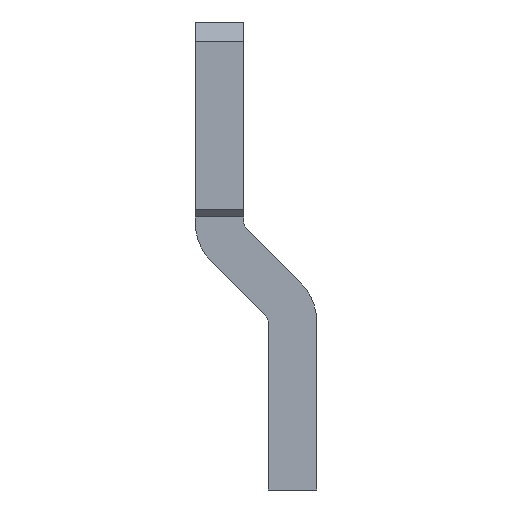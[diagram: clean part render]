
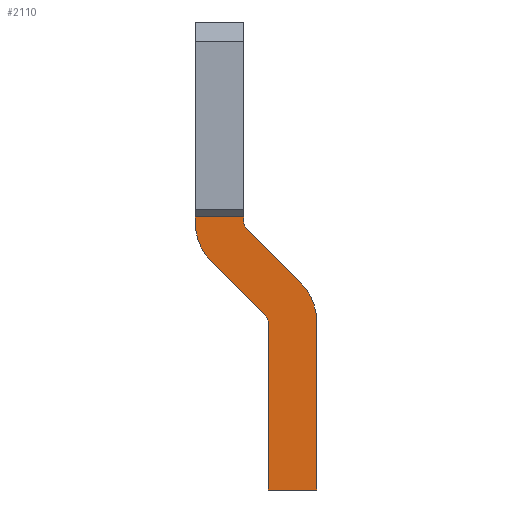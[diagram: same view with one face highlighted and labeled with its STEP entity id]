
A CAD part, left-side view. The second image highlights one B-rep face of the part: STEP entity #2110.
In plain terms, the highlighted planar face has unit normal (-1, 0, 0).
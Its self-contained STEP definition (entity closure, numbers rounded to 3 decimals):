
#1894=AXIS2_PLACEMENT_3D('Circle Axis2P3D',#1892,#1893,$) ;
#1950=AXIS2_PLACEMENT_3D('Circle Axis2P3D',#1948,#1949,$) ;
#2023=AXIS2_PLACEMENT_3D('Circle Axis2P3D',#2021,#2022,$) ;
#2075=AXIS2_PLACEMENT_3D('Plane Axis2P3D',#2072,#2073,#2074) ;
#2079=AXIS2_PLACEMENT_3D('Circle Axis2P3D',#2077,#2078,$) ;
#1635=CARTESIAN_POINT('Vertex',(-38.,30.5,79.5)) ;
#1638=CARTESIAN_POINT('Line Origine',(-38.,28.,79.5)) ;
#1642=CARTESIAN_POINT('Vertex',(-38.,25.5,79.5)) ;
#1723=CARTESIAN_POINT('Vertex',(-38.,23.,51.5)) ;
#1739=CARTESIAN_POINT('Vertex',(-38.,18.,51.5)) ;
#1742=CARTESIAN_POINT('Line Origine',(-38.,20.5,51.5)) ;
#1842=CARTESIAN_POINT('Line Origine',(-38.,30.5,79.27)) ;
#1846=CARTESIAN_POINT('Vertex',(-38.,30.5,79.039)) ;
#1889=CARTESIAN_POINT('Vertex',(-38.,28.743,74.797)) ;
#1892=CARTESIAN_POINT('Axis2P3D Location',(-38.,24.5,79.039)) ;
#1904=CARTESIAN_POINT('Line Origine',(-38.,18.,60.07)) ;
#1908=CARTESIAN_POINT('Vertex',(-38.,18.,68.64)) ;
#1945=CARTESIAN_POINT('Vertex',(-38.,19.757,72.883)) ;
#1948=CARTESIAN_POINT('Axis2P3D Location',(-38.,24.,68.64)) ;
#1967=CARTESIAN_POINT('Line Origine',(-38.,23.,60.07)) ;
#1971=CARTESIAN_POINT('Vertex',(-38.,23.,68.64)) ;
#1990=CARTESIAN_POINT('Line Origine',(-38.,26.018,72.072)) ;
#1994=CARTESIAN_POINT('Vertex',(-38.,23.293,69.347)) ;
#2021=CARTESIAN_POINT('Axis2P3D Location',(-38.,24.,68.64)) ;
#2072=CARTESIAN_POINT('Axis2P3D Location',(-38.,0.,79.5)) ;
#2077=CARTESIAN_POINT('Axis2P3D Location',(-38.,24.5,79.039)) ;
#2081=CARTESIAN_POINT('Vertex',(-38.,25.207,78.332)) ;
#2083=CARTESIAN_POINT('Vertex',(-38.,25.5,79.039)) ;
#2086=CARTESIAN_POINT('Line Origine',(-38.,25.5,79.27)) ;
#2091=CARTESIAN_POINT('Line Origine',(-38.,22.482,75.608)) ;
#1639=DIRECTION('Vector Direction',(0.,-1.,0.)) ;
#1743=DIRECTION('Vector Direction',(0.,-1.,0.)) ;
#1843=DIRECTION('Vector Direction',(0.,0.,-1.)) ;
#1893=DIRECTION('Axis2P3D Direction',(1.,0.,0.)) ;
#1905=DIRECTION('Vector Direction',(0.,0.,1.)) ;
#1949=DIRECTION('Axis2P3D Direction',(1.,0.,0.)) ;
#1968=DIRECTION('Vector Direction',(0.,0.,1.)) ;
#1991=DIRECTION('Vector Direction',(0.,0.707,0.707)) ;
#2022=DIRECTION('Axis2P3D Direction',(1.,0.,0.)) ;
#2073=DIRECTION('Axis2P3D Direction',(-1.,-0.,-0.)) ;
#2074=DIRECTION('Axis2P3D XDirection',(0.,0.,-1.)) ;
#2078=DIRECTION('Axis2P3D Direction',(-1.,-0.,-0.)) ;
#2087=DIRECTION('Vector Direction',(0.,0.,-1.)) ;
#2092=DIRECTION('Vector Direction',(0.,-0.707,-0.707)) ;
#1640=VECTOR('Line Direction',#1639,1.) ;
#1744=VECTOR('Line Direction',#1743,1.) ;
#1844=VECTOR('Line Direction',#1843,1.) ;
#1906=VECTOR('Line Direction',#1905,1.) ;
#1969=VECTOR('Line Direction',#1968,1.) ;
#1992=VECTOR('Line Direction',#1991,1.) ;
#2088=VECTOR('Line Direction',#2087,1.) ;
#2093=VECTOR('Line Direction',#2092,1.) ;
#2097=ORIENTED_EDGE('',*,*,#2085,.T.) ;
#2098=ORIENTED_EDGE('',*,*,#2090,.F.) ;
#2099=ORIENTED_EDGE('',*,*,#1644,.F.) ;
#2100=ORIENTED_EDGE('',*,*,#1848,.T.) ;
#2101=ORIENTED_EDGE('',*,*,#1896,.F.) ;
#2102=ORIENTED_EDGE('',*,*,#1996,.F.) ;
#2103=ORIENTED_EDGE('',*,*,#2025,.T.) ;
#2104=ORIENTED_EDGE('',*,*,#1973,.F.) ;
#2105=ORIENTED_EDGE('',*,*,#1746,.T.) ;
#2106=ORIENTED_EDGE('',*,*,#1910,.T.) ;
#2107=ORIENTED_EDGE('',*,*,#1952,.F.) ;
#2108=ORIENTED_EDGE('',*,*,#2095,.F.) ;
#2110=ADVANCED_FACE('XT2 4p Fixed EF sup',(#2109),#2076,.T.) ;
#1895=CIRCLE('generated circle',#1894,6.) ;
#1951=CIRCLE('generated circle',#1950,6.) ;
#2024=CIRCLE('generated circle',#2023,1.) ;
#2080=CIRCLE('generated circle',#2079,1.) ;
#1644=EDGE_CURVE('',#1636,#1643,#1641,.T.) ;
#1746=EDGE_CURVE('',#1724,#1740,#1745,.T.) ;
#1848=EDGE_CURVE('',#1636,#1847,#1845,.T.) ;
#1896=EDGE_CURVE('',#1890,#1847,#1895,.T.) ;
#1910=EDGE_CURVE('',#1740,#1909,#1907,.T.) ;
#1952=EDGE_CURVE('',#1946,#1909,#1951,.T.) ;
#1973=EDGE_CURVE('',#1724,#1972,#1970,.T.) ;
#1996=EDGE_CURVE('',#1995,#1890,#1993,.T.) ;
#2025=EDGE_CURVE('',#1995,#1972,#2024,.T.) ;
#2085=EDGE_CURVE('',#2082,#2084,#2080,.F.) ;
#2090=EDGE_CURVE('',#1643,#2084,#2089,.T.) ;
#2095=EDGE_CURVE('',#2082,#1946,#2094,.T.) ;
#2096=EDGE_LOOP('',(#2097,#2098,#2099,#2100,#2101,#2102,#2103,#2104,#2105,#2106,#2107,#2108)) ;
#2109=FACE_OUTER_BOUND('',#2096,.T.) ;
#1641=LINE('Line',#1638,#1640) ;
#1745=LINE('Line',#1742,#1744) ;
#1845=LINE('Line',#1842,#1844) ;
#1907=LINE('Line',#1904,#1906) ;
#1970=LINE('Line',#1967,#1969) ;
#1993=LINE('Line',#1990,#1992) ;
#2089=LINE('Line',#2086,#2088) ;
#2094=LINE('Line',#2091,#2093) ;
#2076=PLANE('',#2075) ;
#1636=VERTEX_POINT('',#1635) ;
#1643=VERTEX_POINT('',#1642) ;
#1724=VERTEX_POINT('',#1723) ;
#1740=VERTEX_POINT('',#1739) ;
#1847=VERTEX_POINT('',#1846) ;
#1890=VERTEX_POINT('',#1889) ;
#1909=VERTEX_POINT('',#1908) ;
#1946=VERTEX_POINT('',#1945) ;
#1972=VERTEX_POINT('',#1971) ;
#1995=VERTEX_POINT('',#1994) ;
#2082=VERTEX_POINT('',#2081) ;
#2084=VERTEX_POINT('',#2083) ;
